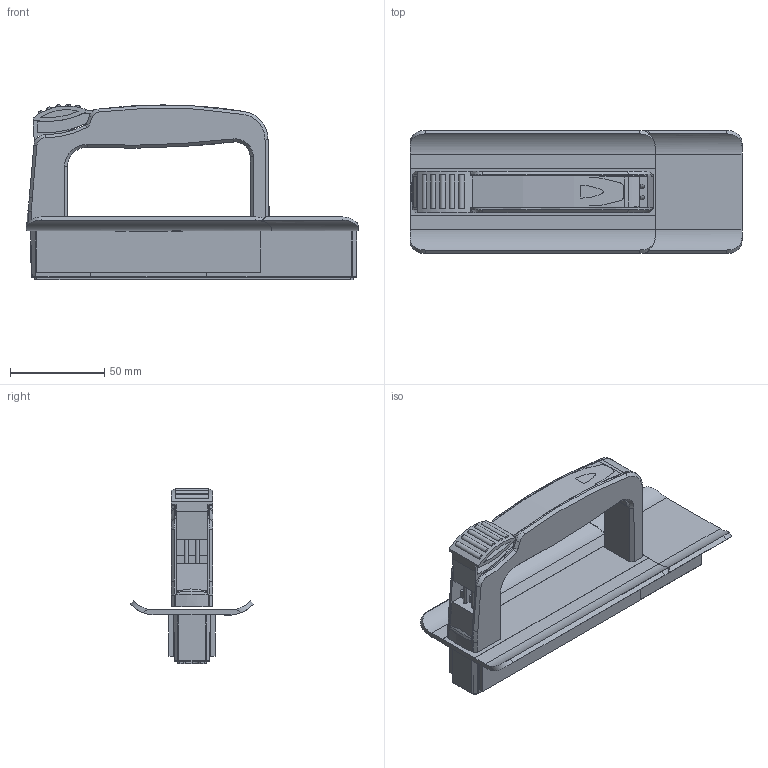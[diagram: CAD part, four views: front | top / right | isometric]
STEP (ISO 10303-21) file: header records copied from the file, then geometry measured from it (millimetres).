
FILE_DESCRIPTION(('CATIA V5 STEP'),'2;1');
FILE_NAME('804825_U8950040_NH-Sicherungshandgriff-GPsHe_1500V.stp','2013-02-08T14:18:05+00:00',('none'),('Jean Müller GmbH'),'CATIA Version 5 Release 19 SP 9 (IN-10)','CATIA V5 STEP AP214','none');
FILE_SCHEMA(('AUTOMOTIVE_DESIGN { 1 0 10303 214 1 1 1 1 }'));
Length unit declared in the file: millimetre
Products named in the file (6): 804825_L_NH-Sicherungshandgriff GPsHe/1500; 34123_L_Handgriff; 34141_L_Begrenzungsscheibe; 34124_L_Betaetiger; 34125_01_L_Aufsetzteil 1500V; 34189_L_Verlaengerungsabdeckung
Assembly tree (5 placements, depth 2):
  804825_L_NH-Sicherungshandgriff GPsHe/1500
    34123_L_Handgriff
    34141_L_Begrenzungsscheibe
    34124_L_Betaetiger
    34125_01_L_Aufsetzteil 1500V
    34189_L_Verlaengerungsabdeckung
Bounding box: 175.87 x 65.2 x 93.17 mm (x, y, z)
Volume: 100612.1 mm3; surface area: 90621.8 mm2
Topology: 5 solids, 5 shells, 611 faces, 1730 edges, 1119 vertices
Faces by surface type: plane 380, cylinder 149, cone 31, bspline 21, revolution 11, sphere 10, extrusion 9
Entity records: 20167 total; most frequent: CARTESIAN_POINT 5705, ORIENTED_EDGE 3440, DIRECTION 2197, EDGE_CURVE 1720, VERTEX_POINT 1119, VECTOR 1035, LINE 1026, AXIS2_PLACEMENT_3D 701
